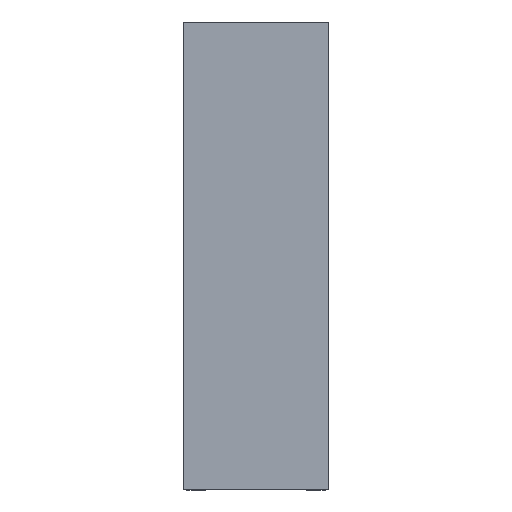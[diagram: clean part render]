
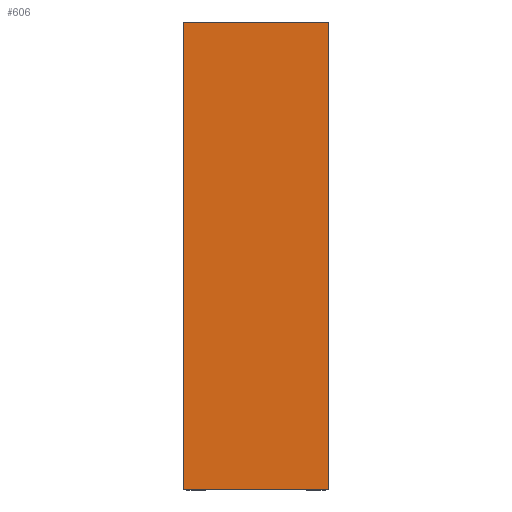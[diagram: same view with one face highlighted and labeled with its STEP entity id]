
A CAD part, top view. The second image highlights one B-rep face of the part: STEP entity #606.
In plain terms, the highlighted planar face has unit normal (0, 0, 1).
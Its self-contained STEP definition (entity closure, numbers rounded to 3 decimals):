
#579=AXIS2_PLACEMENT_3D('Plane Axis2P3D',#576,#577,#578) ;
#242=CARTESIAN_POINT('Vertex',(-0.1,12.2,3.6)) ;
#245=CARTESIAN_POINT('Line Origine',(1.8,12.2,3.6)) ;
#249=CARTESIAN_POINT('Vertex',(3.7,12.2,3.6)) ;
#576=CARTESIAN_POINT('Axis2P3D Location',(-0.1,6.1,3.6)) ;
#581=CARTESIAN_POINT('Line Origine',(3.7,6.1,3.6)) ;
#585=CARTESIAN_POINT('Vertex',(3.7,0.,3.6)) ;
#588=CARTESIAN_POINT('Line Origine',(-0.1,6.1,3.6)) ;
#592=CARTESIAN_POINT('Vertex',(-0.1,0.,3.6)) ;
#595=CARTESIAN_POINT('Line Origine',(1.8,0.,3.6)) ;
#246=DIRECTION('Vector Direction',(1.,0.,0.)) ;
#577=DIRECTION('Axis2P3D Direction',(0.,0.,-1.)) ;
#578=DIRECTION('Axis2P3D XDirection',(1.,0.,0.)) ;
#582=DIRECTION('Vector Direction',(0.,-1.,0.)) ;
#589=DIRECTION('Vector Direction',(0.,-1.,0.)) ;
#596=DIRECTION('Vector Direction',(1.,0.,0.)) ;
#247=VECTOR('Line Direction',#246,1.) ;
#583=VECTOR('Line Direction',#582,1.) ;
#590=VECTOR('Line Direction',#589,1.) ;
#597=VECTOR('Line Direction',#596,1.) ;
#601=ORIENTED_EDGE('',*,*,#587,.F.) ;
#602=ORIENTED_EDGE('',*,*,#251,.T.) ;
#603=ORIENTED_EDGE('',*,*,#594,.T.) ;
#604=ORIENTED_EDGE('',*,*,#599,.F.) ;
#606=ADVANCED_FACE('S3D_gedreht',(#605),#580,.F.) ;
#251=EDGE_CURVE('',#250,#243,#248,.F.) ;
#587=EDGE_CURVE('',#250,#586,#584,.T.) ;
#594=EDGE_CURVE('',#243,#593,#591,.T.) ;
#599=EDGE_CURVE('',#586,#593,#598,.F.) ;
#600=EDGE_LOOP('',(#601,#602,#603,#604)) ;
#605=FACE_OUTER_BOUND('',#600,.T.) ;
#248=LINE('Line',#245,#247) ;
#584=LINE('Line',#581,#583) ;
#591=LINE('Line',#588,#590) ;
#598=LINE('Line',#595,#597) ;
#580=PLANE('',#579) ;
#243=VERTEX_POINT('',#242) ;
#250=VERTEX_POINT('',#249) ;
#586=VERTEX_POINT('',#585) ;
#593=VERTEX_POINT('',#592) ;
